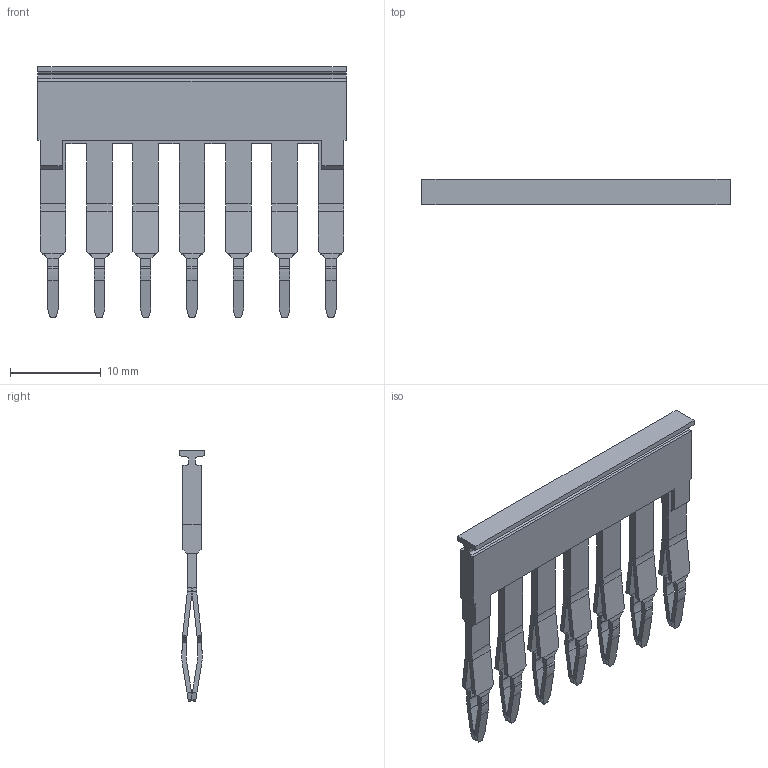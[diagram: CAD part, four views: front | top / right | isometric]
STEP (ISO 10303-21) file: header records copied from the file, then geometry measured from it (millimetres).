
FILE_DESCRIPTION(('CATIA V5R22 STEP214','CAx-IF Rec.Pracs.--- Model Styling and Organization---1.4--- 2014-01-23'),'2;1');
FILE_NAME ('017007-11_0', '2021-04-30T08:57:12+00:00', ('Weidmueller Interface'), ('Weidmueller'), 'CATIA Version 5-6 Release 2016 SP3 HF44', 'CATIA V5 STEP AP214', 'none');
FILE_SCHEMA(('AUTOMOTIVE_DESIGN { 1 0 10303 214 1 1 1 1 }'));
Length unit declared in the file: millimetre
Products named in the file (1): ZQV 2.5/7
Bounding box: 34 x 2.8 x 27.61 mm (x, y, z)
Volume: 850.2 mm3; surface area: 2121.4 mm2
Topology: 2 solids, 2 shells, 477 faces, 1367 edges, 880 vertices
Faces by surface type: plane 305, cylinder 144, bspline 28
Entity records: 14443 total; most frequent: CARTESIAN_POINT 3457, ORIENTED_EDGE 2734, DIRECTION 1567, EDGE_CURVE 1367, VECTOR 921, LINE 921, VERTEX_POINT 880, ADVANCED_FACE 477
